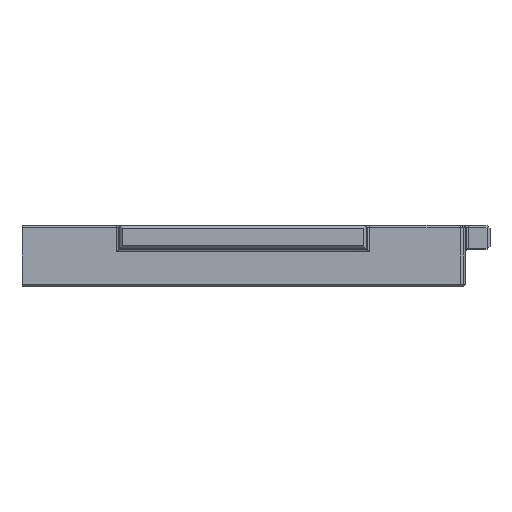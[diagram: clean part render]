
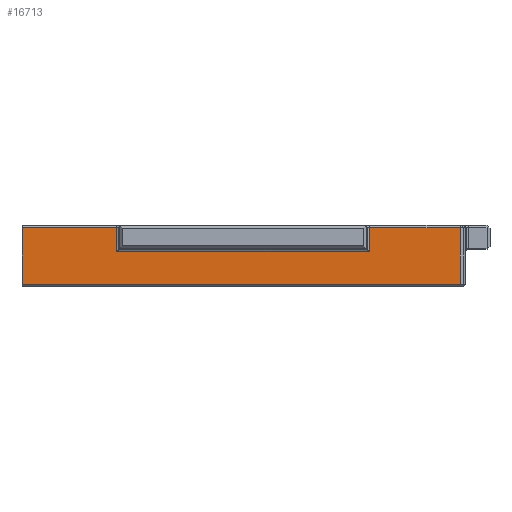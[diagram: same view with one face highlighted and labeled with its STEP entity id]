
A CAD part, top view. The second image highlights one B-rep face of the part: STEP entity #16713.
In plain terms, the highlighted planar face has unit normal (0, 0, 1).
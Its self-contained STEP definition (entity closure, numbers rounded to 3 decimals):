
#266 = VERTEX_POINT ( 'NONE', #19432 ) ;
#550 = LINE ( 'NONE', #3900, #10298 ) ;
#846 = CARTESIAN_POINT ( 'NONE',  ( 170.6, 22.6, 59.8 ) ) ;
#1406 = VERTEX_POINT ( 'NONE', #20898 ) ;
#1835 = CARTESIAN_POINT ( 'NONE',  ( 100.3, 8., 59.8 ) ) ;
#2312 = EDGE_CURVE ( 'NONE', #266, #21169, #4432, .T. ) ;
#2326 = DIRECTION ( 'NONE',  ( -1., 0., 0. ) ) ;
#2394 = ORIENTED_EDGE ( 'NONE', *, *, #2312, .F. ) ;
#2424 = CARTESIAN_POINT ( 'NONE',  ( 170.6, 14.6, 59.8 ) ) ;
#2955 = ORIENTED_EDGE ( 'NONE', *, *, #21121, .F. ) ;
#3462 = DIRECTION ( 'NONE',  ( 0., 0., 1. ) ) ;
#3767 = LINE ( 'NONE', #10226, #18405 ) ;
#3900 = CARTESIAN_POINT ( 'NONE',  ( 180., 19.5, 59.8 ) ) ;
#4188 = LINE ( 'NONE', #846, #14431 ) ;
#4214 = CARTESIAN_POINT ( 'NONE',  ( 119.4, 19.5, 59.8 ) ) ;
#4432 = LINE ( 'NONE', #16142, #18455 ) ;
#4705 = CARTESIAN_POINT ( 'NONE',  ( 180., 19.5, 59.8 ) ) ;
#4752 = DIRECTION ( 'NONE',  ( 0., -1., 0. ) ) ;
#4898 = VERTEX_POINT ( 'NONE', #4214 ) ;
#5660 = VERTEX_POINT ( 'NONE', #21678 ) ;
#5824 = ORIENTED_EDGE ( 'NONE', *, *, #10170, .F. ) ;
#5997 = DIRECTION ( 'NONE',  ( 1., 0., 0. ) ) ;
#6048 = DIRECTION ( 'NONE',  ( 1., 0., 0. ) ) ;
#6262 = EDGE_CURVE ( 'NONE', #21169, #15386, #4188, .T. ) ;
#6274 = LINE ( 'NONE', #4705, #13233 ) ;
#7033 = CARTESIAN_POINT ( 'NONE',  ( -79.7, 27.6, 59.8 ) ) ;
#7715 = ORIENTED_EDGE ( 'NONE', *, *, #16829, .T. ) ;
#8252 = CARTESIAN_POINT ( 'NONE',  ( 100.3, 19.5, 59.8 ) ) ;
#8399 = EDGE_CURVE ( 'NONE', #15386, #5660, #6274, .T. ) ;
#9131 = VECTOR ( 'NONE', #4752, 1000. ) ;
#9709 = VERTEX_POINT ( 'NONE', #1835 ) ;
#9721 = ORIENTED_EDGE ( 'NONE', *, *, #16694, .F. ) ;
#10170 = EDGE_CURVE ( 'NONE', #4898, #266, #3767, .T. ) ;
#10226 = CARTESIAN_POINT ( 'NONE',  ( 119.4, 22.6, 59.8 ) ) ;
#10298 = VECTOR ( 'NONE', #10380, 1000. ) ;
#10380 = DIRECTION ( 'NONE',  ( 1., 0., 0. ) ) ;
#11297 = EDGE_CURVE ( 'NONE', #5660, #1406, #18565, .T. ) ;
#12578 = ORIENTED_EDGE ( 'NONE', *, *, #6262, .F. ) ;
#13233 = VECTOR ( 'NONE', #6048, 1000. ) ;
#14167 = CARTESIAN_POINT ( 'NONE',  ( 100.3, 20.325, 59.8 ) ) ;
#14431 = VECTOR ( 'NONE', #21248, 1000. ) ;
#14611 = EDGE_LOOP ( 'NONE', ( #7715, #2955, #15424, #19466, #12578, #2394, #5824, #9721 ) ) ;
#15386 = VERTEX_POINT ( 'NONE', #22061 ) ;
#15424 = ORIENTED_EDGE ( 'NONE', *, *, #11297, .F. ) ;
#15984 = AXIS2_PLACEMENT_3D ( 'NONE', #7033, #3462, #19070 ) ;
#16142 = CARTESIAN_POINT ( 'NONE',  ( 180., 14.6, 59.8 ) ) ;
#16694 = EDGE_CURVE ( 'NONE', #20108, #4898, #550, .T. ) ;
#16713 = ADVANCED_FACE ( 'NONE', ( #20408 ), #18744, .T. ) ;
#16829 = EDGE_CURVE ( 'NONE', #20108, #9709, #19280, .T. ) ;
#17386 = LINE ( 'NONE', #20930, #17539 ) ;
#17539 = VECTOR ( 'NONE', #2326, 1000. ) ;
#18108 = VECTOR ( 'NONE', #20941, 1000. ) ;
#18405 = VECTOR ( 'NONE', #20806, 1000. ) ;
#18455 = VECTOR ( 'NONE', #5997, 1000. ) ;
#18565 = LINE ( 'NONE', #19902, #9131 ) ;
#18744 = PLANE ( 'NONE',  #15984 ) ;
#19070 = DIRECTION ( 'NONE',  ( 1., 0., 0. ) ) ;
#19280 = LINE ( 'NONE', #14167, #18108 ) ;
#19432 = CARTESIAN_POINT ( 'NONE',  ( 119.4, 14.6, 59.8 ) ) ;
#19466 = ORIENTED_EDGE ( 'NONE', *, *, #8399, .F. ) ;
#19902 = CARTESIAN_POINT ( 'NONE',  ( 189., 27.6, 59.8 ) ) ;
#20108 = VERTEX_POINT ( 'NONE', #8252 ) ;
#20408 = FACE_OUTER_BOUND ( 'NONE', #14611, .T. ) ;
#20806 = DIRECTION ( 'NONE',  ( 0., -1., 0. ) ) ;
#20898 = CARTESIAN_POINT ( 'NONE',  ( 189., 8., 59.8 ) ) ;
#20930 = CARTESIAN_POINT ( 'NONE',  ( 167.525, 8., 59.8 ) ) ;
#20941 = DIRECTION ( 'NONE',  ( 0., -1., 0. ) ) ;
#21121 = EDGE_CURVE ( 'NONE', #1406, #9709, #17386, .T. ) ;
#21169 = VERTEX_POINT ( 'NONE', #2424 ) ;
#21248 = DIRECTION ( 'NONE',  ( 0., 1., 0. ) ) ;
#21678 = CARTESIAN_POINT ( 'NONE',  ( 189., 19.5, 59.8 ) ) ;
#22061 = CARTESIAN_POINT ( 'NONE',  ( 170.6, 19.5, 59.8 ) ) ;
